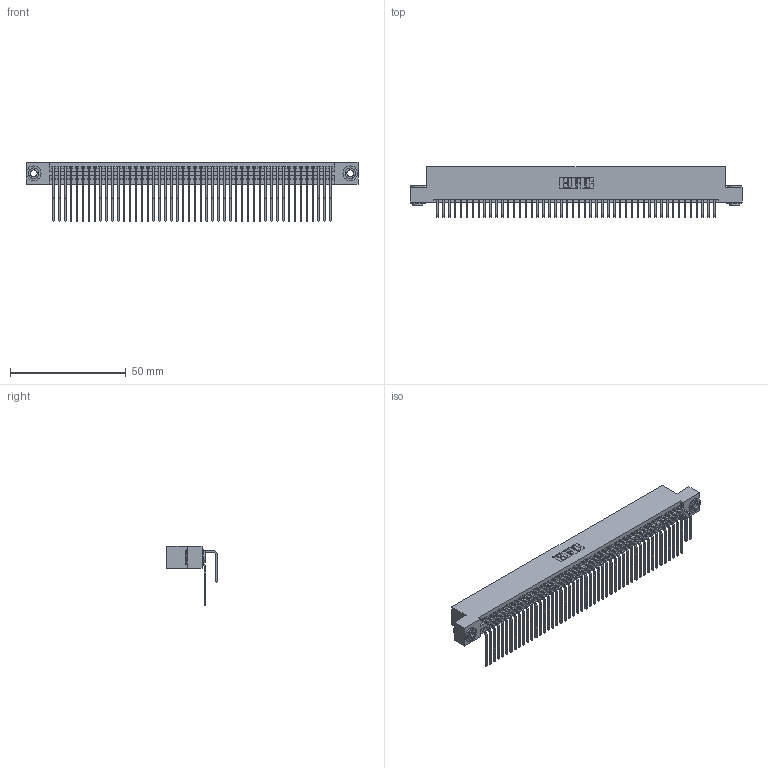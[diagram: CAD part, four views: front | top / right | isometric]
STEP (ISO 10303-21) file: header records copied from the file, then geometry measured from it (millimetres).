
FILE_DESCRIPTION (( 'STEP AP203' ), '1' );
FILE_NAME ('345-096-558-203.STEP', '2019-11-02T09:07:17', ( '' ), ( '' ), 'SwSTEP 2.0', 'SolidWorks 2016', '' );
FILE_SCHEMA (( 'CONFIG_CONTROL_DESIGN' ));
Length unit declared in the file: inch
Products named in the file (5): 345-292-001_558 Tail - 2; 345 Part_Flush Mounting Lugs - 0.156 Dia-TH; 345-096-558-203; 345-292-001_558 559 Tail - 1; 345-250-002_345-250-002-102
Assembly tree (99 placements, depth 2):
  345-096-558-203
    345 Part_Flush Mounting Lugs - 0.156 Dia-TH
    345-292-001_558 559 Tail - 1  x48
    345-292-001_558 Tail - 2  x48
    345-250-002_345-250-002-102  x2
Bounding box: 143.13 x 21.83 x 25.53 mm (x, y, z)
Volume: 14532.6 mm3; surface area: 24406.8 mm2
Topology: 99 solids, 99 shells, 5156 faces, 15297 edges, 10066 vertices
Faces by surface type: plane 3450, cylinder 1698, cone 8
Entity records: 39156 total; most frequent: CARTESIAN_POINT 6578, ORIENTED_EDGE 6454, DIRECTION 5797, EDGE_CURVE 3227, VECTOR 2839, LINE 2839, VERTEX_POINT 2146, AXIS2_PLACEMENT_3D 1479
